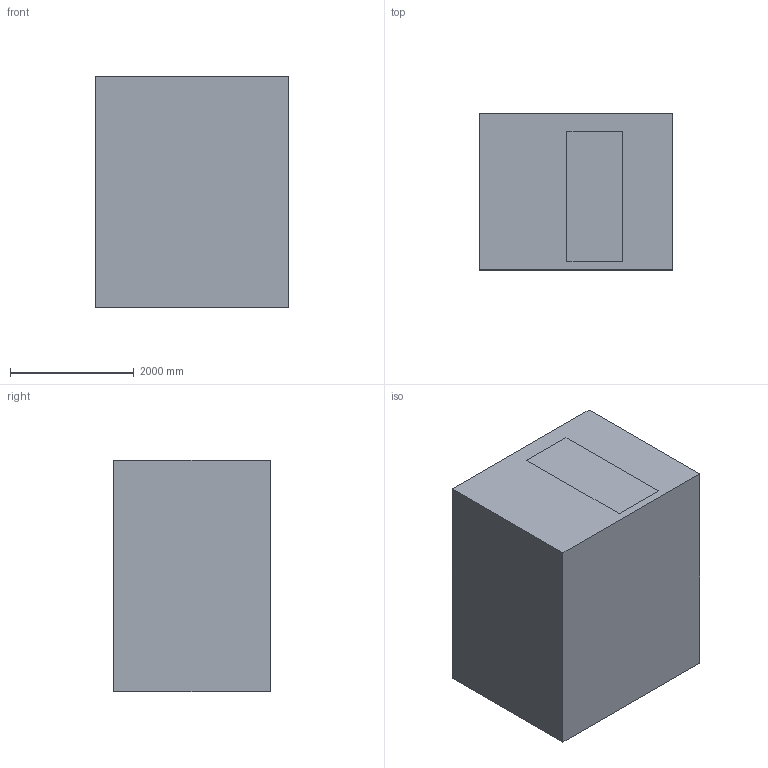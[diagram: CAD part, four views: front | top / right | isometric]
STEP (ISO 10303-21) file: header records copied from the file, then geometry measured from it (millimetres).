
FILE_DESCRIPTION(('STEP AP214'),'1');
FILE_NAME('Pauls LowRes Room with Bicon - 2-23-2021.stp','2021-02-23T22:58:47',('PAStucky'),(' '),'Spatial InterOp 3D','CST ACIS InterOp Converter 2016',' ');
FILE_SCHEMA(('AUTOMOTIVE_DESIGN { 1 0 10303 214 1 1 1 1 }'));
Length unit declared in the file: metre
Products named in the file (1): full/door/door_handle|solid1
Bounding box: 3122.08 x 2527.3 x 3746.5 mm (x, y, z)
Volume: 2417611706.4 mm3; surface area: 121205361.9 mm2
Topology: 62 solids, 62 shells, 780 faces, 1824 edges, 1208 vertices
Faces by surface type: plane 496, cylinder 246, torus 24, cone 12, bspline 2
Entity records: 24814 total; most frequent: CARTESIAN_POINT 5361, DIRECTION 4112, ORIENTED_EDGE 3646, EDGE_CURVE 1823, AXIS2_PLACEMENT_3D 1495, VERTEX_POINT 1206, LINE 1122, VECTOR 1122
